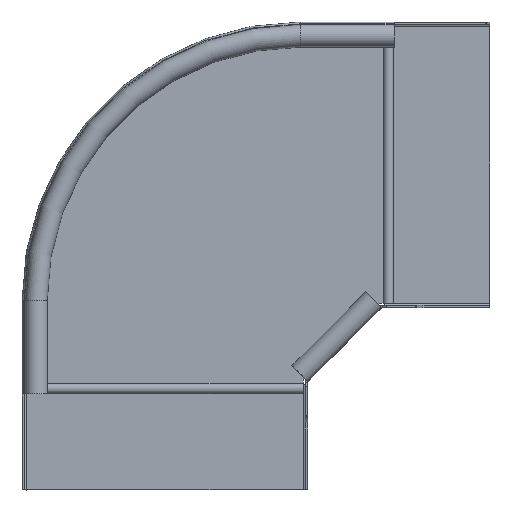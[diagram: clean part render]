
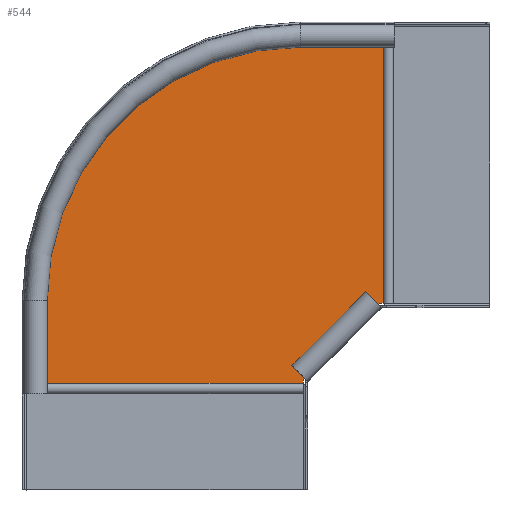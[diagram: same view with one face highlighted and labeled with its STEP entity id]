
A CAD part, top view. The second image highlights one B-rep face of the part: STEP entity #544.
In plain terms, the highlighted planar face has unit normal (0, 0, 1).
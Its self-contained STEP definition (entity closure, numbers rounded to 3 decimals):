
#37=DIRECTION('',(-1.,0.,0.));
#38=VECTOR('',#37,1.972);
#39=CARTESIAN_POINT('',(-57.328,100.35,0.));
#40=LINE('',#39,#38);
#68=DIRECTION('',(0.,-1.,0.));
#69=VECTOR('',#68,148.5);
#70=CARTESIAN_POINT('',(-57.328,248.85,0.));
#71=LINE('',#70,#69);
#76=DIRECTION('',(0.707,0.707,0.));
#77=VECTOR('',#76,58.053);
#78=CARTESIAN_POINT('',(-100.35,59.3,0.));
#79=LINE('',#78,#77);
#80=CARTESIAN_POINT('',(-101.85,101.85,0.));
#81=DIRECTION('',(0.,0.,1.));
#82=DIRECTION('',(0.,1.,0.));
#83=AXIS2_PLACEMENT_3D('',#80,#81,#82);
#172=DIRECTION('',(1.,0.,0.));
#173=VECTOR('',#172,44.522);
#174=CARTESIAN_POINT('',(-101.85,248.85,0.));
#175=LINE('',#174,#173);
#207=DIRECTION('',(0.,1.,0.));
#208=VECTOR('',#207,44.522);
#209=CARTESIAN_POINT('',(-248.85,57.328,0.));
#210=LINE('',#209,#208);
#265=DIRECTION('',(0.,-1.,0.));
#266=VECTOR('',#265,1.972);
#267=CARTESIAN_POINT('',(-100.35,59.3,0.));
#268=LINE('',#267,#266);
#320=DIRECTION('',(-1.,0.,0.));
#321=VECTOR('',#320,148.5);
#322=CARTESIAN_POINT('',(-100.35,57.328,0.));
#323=LINE('',#322,#321);
#340=CARTESIAN_POINT('',(-101.85,248.85,0.));
#341=CARTESIAN_POINT('',(-248.85,101.85,0.));
#342=VERTEX_POINT('',#340);
#343=VERTEX_POINT('',#341);
#344=CARTESIAN_POINT('',(-100.35,59.3,0.));
#345=CARTESIAN_POINT('',(-59.3,100.35,0.));
#346=VERTEX_POINT('',#344);
#347=VERTEX_POINT('',#345);
#352=CARTESIAN_POINT('',(-248.85,57.328,0.));
#353=VERTEX_POINT('',#352);
#366=CARTESIAN_POINT('',(-100.35,57.328,0.));
#367=VERTEX_POINT('',#366);
#388=CARTESIAN_POINT('',(-57.328,248.85,0.));
#389=CARTESIAN_POINT('',(-57.328,100.35,0.));
#390=VERTEX_POINT('',#388);
#391=VERTEX_POINT('',#389);
#523=CARTESIAN_POINT('',(-101.85,101.85,0.));
#524=DIRECTION('',(0.,0.,-1.));
#525=DIRECTION('',(-1.,0.,0.));
#526=AXIS2_PLACEMENT_3D('',#523,#524,#525);
#527=PLANE('',#526);
#529=ORIENTED_EDGE('',*,*,#528,.F.);
#531=ORIENTED_EDGE('',*,*,#530,.T.);
#533=ORIENTED_EDGE('',*,*,#532,.T.);
#535=ORIENTED_EDGE('',*,*,#534,.T.);
#537=ORIENTED_EDGE('',*,*,#536,.F.);
#539=ORIENTED_EDGE('',*,*,#538,.T.);
#540=ORIENTED_EDGE('',*,*,#515,.T.);
#541=ORIENTED_EDGE('',*,*,#455,.T.);
#542=EDGE_LOOP('',(#529,#531,#533,#535,#537,#539,#540,#541));
#543=FACE_OUTER_BOUND('',#542,.F.);
#544=ADVANCED_FACE('',(#543),#527,.F.);
#84=CIRCLE('',#83,147.);
#455=EDGE_CURVE('',#391,#347,#40,.T.);
#515=EDGE_CURVE('',#390,#391,#71,.T.);
#528=EDGE_CURVE('',#346,#347,#79,.T.);
#530=EDGE_CURVE('',#346,#367,#268,.T.);
#532=EDGE_CURVE('',#367,#353,#323,.T.);
#534=EDGE_CURVE('',#353,#343,#210,.T.);
#536=EDGE_CURVE('',#342,#343,#84,.T.);
#538=EDGE_CURVE('',#342,#390,#175,.T.);
